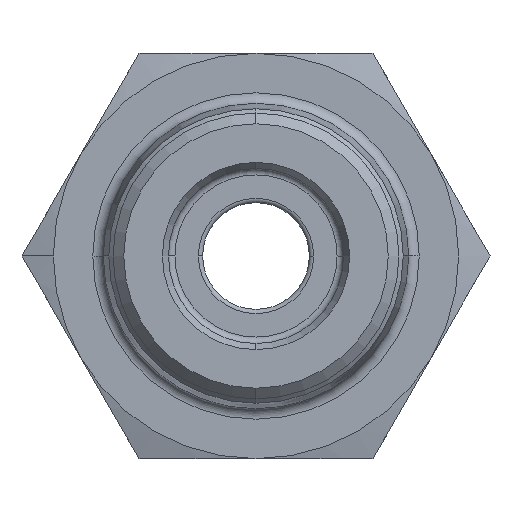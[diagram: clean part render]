
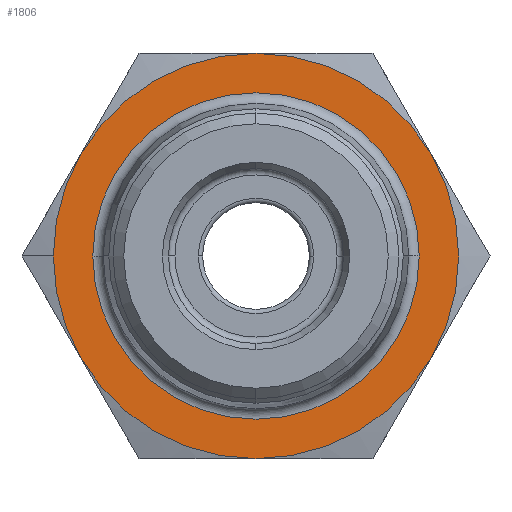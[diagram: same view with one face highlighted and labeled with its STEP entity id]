
A CAD part, left-side view. The second image highlights one B-rep face of the part: STEP entity #1806.
In plain terms, the highlighted planar face has unit normal (-1, 0, 0).
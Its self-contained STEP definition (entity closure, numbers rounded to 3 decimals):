
#239=CARTESIAN_POINT('',(-4.,8.227,4.75));
#271=CARTESIAN_POINT('',(-4.,0.,9.5));
#303=CARTESIAN_POINT('',(-4.,-8.227,4.75));
#335=CARTESIAN_POINT('',(-4.,-8.227,
-4.75));
#367=CARTESIAN_POINT('',(-4.,0.,
-9.5));
#413=CARTESIAN_POINT('',(-4.,8.227,-4.75));
#449=CARTESIAN_POINT('',(-4.,0.,0.));
#450=DIRECTION('',(-1.,0.,0.));
#451=DIRECTION('',(0.,-0.866,-0.5));
#452=AXIS2_PLACEMENT_3D('',#449,#450,#451);
#458=CARTESIAN_POINT('',(-4.,0.,0.));
#459=DIRECTION('',(1.,0.,0.));
#460=DIRECTION('',(0.,1.,0.));
#461=AXIS2_PLACEMENT_3D('',#458,#459,#460);
#463=CARTESIAN_POINT('',(-4.,0.,0.));
#464=DIRECTION('',(1.,0.,0.));
#465=DIRECTION('',(0.,-1.,0.));
#466=AXIS2_PLACEMENT_3D('',#463,#464,#465);
#468=CARTESIAN_POINT('',(-4.,0.,0.));
#469=DIRECTION('',(1.,0.,0.));
#470=DIRECTION('',(0.,1.,0.));
#471=AXIS2_PLACEMENT_3D('',#468,#469,#470);
#473=CARTESIAN_POINT('',(-4.,0.,0.));
#474=DIRECTION('',(1.,0.,0.));
#475=DIRECTION('',(0.,0.866,0.5));
#476=AXIS2_PLACEMENT_3D('',#473,#474,#475);
#478=CARTESIAN_POINT('',(-4.,0.,0.));
#479=DIRECTION('',(1.,0.,0.));
#480=DIRECTION('',(0.,0.,1.));
#481=AXIS2_PLACEMENT_3D('',#478,#479,#480);
#483=CARTESIAN_POINT('',(-4.,0.,0.));
#484=DIRECTION('',(-1.,0.,0.));
#485=DIRECTION('',(0.,0.,-1.));
#486=AXIS2_PLACEMENT_3D('',#483,#484,#485);
#488=CARTESIAN_POINT('',(-4.,0.,0.));
#489=DIRECTION('',(-1.,0.,0.));
#490=DIRECTION('',(0.,0.866,-0.5));
#491=AXIS2_PLACEMENT_3D('',#488,#489,#490);
#493=CARTESIAN_POINT('',(-4.,0.,0.));
#494=DIRECTION('',(-1.,0.,0.));
#495=DIRECTION('',(0.,1.,0.));
#496=AXIS2_PLACEMENT_3D('',#493,#494,#495);
#1061=CARTESIAN_POINT('',(-4.,7.652,0.));
#1062=CARTESIAN_POINT('',(-4.,-7.652,0.));
#1063=VERTEX_POINT('',#1061);
#1064=VERTEX_POINT('',#1062);
#1128=VERTEX_POINT('',#303);
#1129=VERTEX_POINT('',#271);
#1130=VERTEX_POINT('',#239);
#1134=VERTEX_POINT('',#367);
#1135=VERTEX_POINT('',#335);
#1136=VERTEX_POINT('',#413);
#1139=CARTESIAN_POINT('',(-4.,9.5,0.));
#1140=VERTEX_POINT('',#1139);
#1785=CARTESIAN_POINT('',(-4.,0.,0.));
#1786=DIRECTION('',(1.,0.,0.));
#1787=DIRECTION('',(0.,-1.,0.));
#1788=AXIS2_PLACEMENT_3D('',#1785,#1786,#1787);
#1789=PLANE('',#1788);
#1791=ORIENTED_EDGE('',*,*,#1790,.T.);
#1792=ORIENTED_EDGE('',*,*,#1718,.T.);
#1793=ORIENTED_EDGE('',*,*,#1742,.T.);
#1794=ORIENTED_EDGE('',*,*,#1731,.F.);
#1795=ORIENTED_EDGE('',*,*,#1754,.F.);
#1796=ORIENTED_EDGE('',*,*,#1767,.F.);
#1797=ORIENTED_EDGE('',*,*,#1780,.F.);
#1798=EDGE_LOOP('',(#1791,#1792,#1793,#1794,#1795,#1796,#1797));
#1799=FACE_OUTER_BOUND('',#1798,.F.);
#1801=ORIENTED_EDGE('',*,*,#1800,.F.);
#1803=ORIENTED_EDGE('',*,*,#1802,.F.);
#1804=EDGE_LOOP('',(#1801,#1803));
#1805=FACE_BOUND('',#1804,.F.);
#1806=ADVANCED_FACE('',(#1799,#1805),#1789,.F.);
#453=CIRCLE('',#452,9.5);
#462=CIRCLE('',#461,7.652);
#467=CIRCLE('',#466,7.652);
#472=CIRCLE('',#471,9.5);
#477=CIRCLE('',#476,9.5);
#482=CIRCLE('',#481,9.5);
#487=CIRCLE('',#486,9.5);
#492=CIRCLE('',#491,9.5);
#497=CIRCLE('',#496,9.5);
#1718=EDGE_CURVE('',#1130,#1129,#477,.T.);
#1731=EDGE_CURVE('',#1135,#1128,#453,.T.);
#1742=EDGE_CURVE('',#1129,#1128,#482,.T.);
#1754=EDGE_CURVE('',#1134,#1135,#487,.T.);
#1767=EDGE_CURVE('',#1136,#1134,#492,.T.);
#1780=EDGE_CURVE('',#1140,#1136,#497,.T.);
#1790=EDGE_CURVE('',#1140,#1130,#472,.T.);
#1800=EDGE_CURVE('',#1063,#1064,#462,.T.);
#1802=EDGE_CURVE('',#1064,#1063,#467,.T.);
